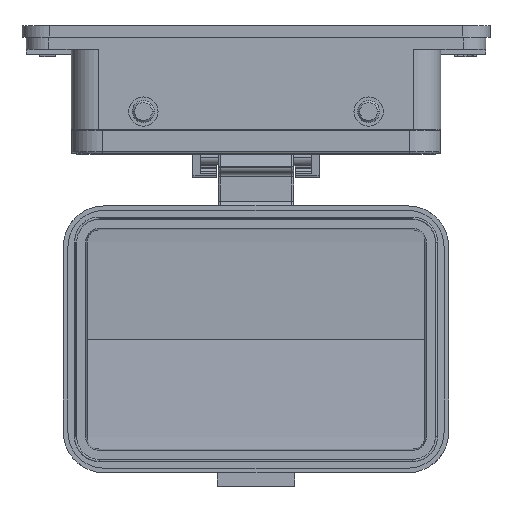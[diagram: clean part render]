
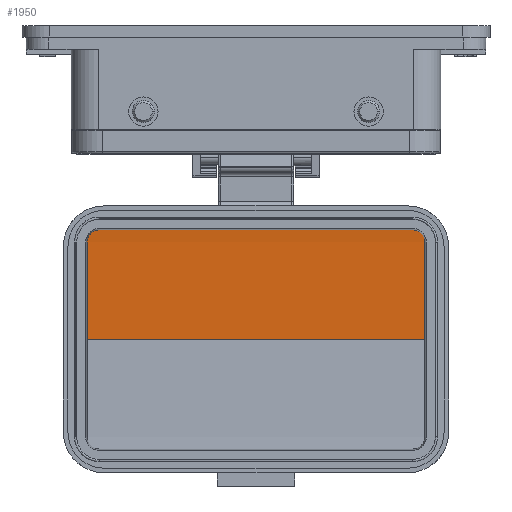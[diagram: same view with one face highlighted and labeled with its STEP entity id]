
A CAD part, top view. The second image highlights one B-rep face of the part: STEP entity #1950.
In plain terms, the highlighted cylindrical face has radius 228.972 mm (diameter 457.944 mm), a partial arc.
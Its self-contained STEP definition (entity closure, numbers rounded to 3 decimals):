
#368=CYLINDRICAL_SURFACE('',#11697,228.972);
#860=FACE_OUTER_BOUND('',#3231,.T.);
#1950=ADVANCED_FACE('NONE',(#860),#368,.F.);
#2347=B_SPLINE_CURVE_WITH_KNOTS('',3,(#15134,#15135,#15136,#15137),
 .UNSPECIFIED.,.F.,.F.,(4,4),(0.,1.),.UNSPECIFIED.);
#2348=B_SPLINE_CURVE_WITH_KNOTS('',3,(#15143,#15144,#15145,#15146,#15147,
#15148),.UNSPECIFIED.,.F.,.F.,(4,2,4),(0.,0.5,1.),.UNSPECIFIED.);
#2349=B_SPLINE_CURVE_WITH_KNOTS('',3,(#15160,#15161,#15162,#15163,#15164,
#15165),.UNSPECIFIED.,.F.,.F.,(4,2,4),(0.,0.5,1.),.UNSPECIFIED.);
#2350=B_SPLINE_CURVE_WITH_KNOTS('',3,(#15174,#15175,#15176,#15177),
 .UNSPECIFIED.,.F.,.F.,(4,4),(0.,1.),.UNSPECIFIED.);
#3231=EDGE_LOOP('',(#6085,#6086,#6087,#6088,#6089,#6090));
#6085=ORIENTED_EDGE('',*,*,#7528,.T.);
#6086=ORIENTED_EDGE('',*,*,#7519,.T.);
#6087=ORIENTED_EDGE('',*,*,#7542,.T.);
#6088=ORIENTED_EDGE('',*,*,#7537,.T.);
#6089=ORIENTED_EDGE('',*,*,#7534,.T.);
#6090=ORIENTED_EDGE('',*,*,#7531,.T.);
#6515=VERTEX_POINT('',#15100);
#6516=VERTEX_POINT('',#15101);
#6523=VERTEX_POINT('',#15138);
#6525=VERTEX_POINT('',#15149);
#6527=VERTEX_POINT('',#15155);
#6529=VERTEX_POINT('',#15166);
#7519=EDGE_CURVE('NONE',#6515,#6516,#9018,.T.);
#7528=EDGE_CURVE('NONE',#6523,#6515,#2347,.T.);
#7531=EDGE_CURVE('NONE',#6525,#6523,#2348,.T.);
#7534=EDGE_CURVE('NONE',#6527,#6525,#9025,.T.);
#7537=EDGE_CURVE('NONE',#6529,#6527,#2349,.T.);
#7542=EDGE_CURVE('NONE',#6516,#6529,#2350,.T.);
#9018=LINE('',#15099,#9873);
#9025=LINE('',#15154,#9880);
#9873=VECTOR('',#11907,1.);
#9880=VECTOR('',#11926,1.);
#11697=AXIS2_PLACEMENT_3D('',#18910,#14568,#14569);
#11907=DIRECTION('',(1.,0.,0.));
#11926=DIRECTION('',(-1.,0.,0.));
#14568=DIRECTION('',(1.,0.,0.));
#14569=DIRECTION('',(0.,0.,-1.));
#15099=CARTESIAN_POINT('',(42.75,-64.25,-52.35));
#15100=CARTESIAN_POINT('',(-37.443,-64.25,-52.351));
#15101=CARTESIAN_POINT('',(37.443,-64.25,-52.351));
#15134=CARTESIAN_POINT('',(-37.47,-42.65,-51.329));
#15135=CARTESIAN_POINT('',(-37.452,-49.85,-52.011));
#15136=CARTESIAN_POINT('',(-37.443,-57.061,-52.35));
#15137=CARTESIAN_POINT('',(-37.443,-64.25,-52.35));
#15138=CARTESIAN_POINT('',(-37.47,-42.65,-51.329));
#15143=CARTESIAN_POINT('',(-34.75,-39.923,-51.054));
#15144=CARTESIAN_POINT('',(-35.469,-39.923,-51.054));
#15145=CARTESIAN_POINT('',(-36.162,-40.208,-51.085));
#15146=CARTESIAN_POINT('',(-37.184,-41.231,-51.191));
#15147=CARTESIAN_POINT('',(-37.471,-41.927,-51.26));
#15148=CARTESIAN_POINT('',(-37.47,-42.65,-51.329));
#15149=CARTESIAN_POINT('',(-34.75,-39.923,-51.054));
#15154=CARTESIAN_POINT('',(-36.019,-39.923,-51.054));
#15155=CARTESIAN_POINT('',(34.75,-39.923,-51.054));
#15160=CARTESIAN_POINT('',(37.47,-42.65,-51.329));
#15161=CARTESIAN_POINT('',(37.471,-41.927,-51.26));
#15162=CARTESIAN_POINT('',(37.183,-41.23,-51.19));
#15163=CARTESIAN_POINT('',(36.163,-40.209,-51.085));
#15164=CARTESIAN_POINT('',(35.469,-39.923,-51.054));
#15165=CARTESIAN_POINT('',(34.75,-39.923,-51.054));
#15166=CARTESIAN_POINT('',(37.47,-42.65,-51.329));
#15174=CARTESIAN_POINT('',(37.443,-64.25,-52.35));
#15175=CARTESIAN_POINT('',(37.443,-57.061,-52.35));
#15176=CARTESIAN_POINT('',(37.452,-49.85,-52.011));
#15177=CARTESIAN_POINT('',(37.47,-42.65,-51.329));
#18910=CARTESIAN_POINT('',(42.75,-64.25,176.622));
